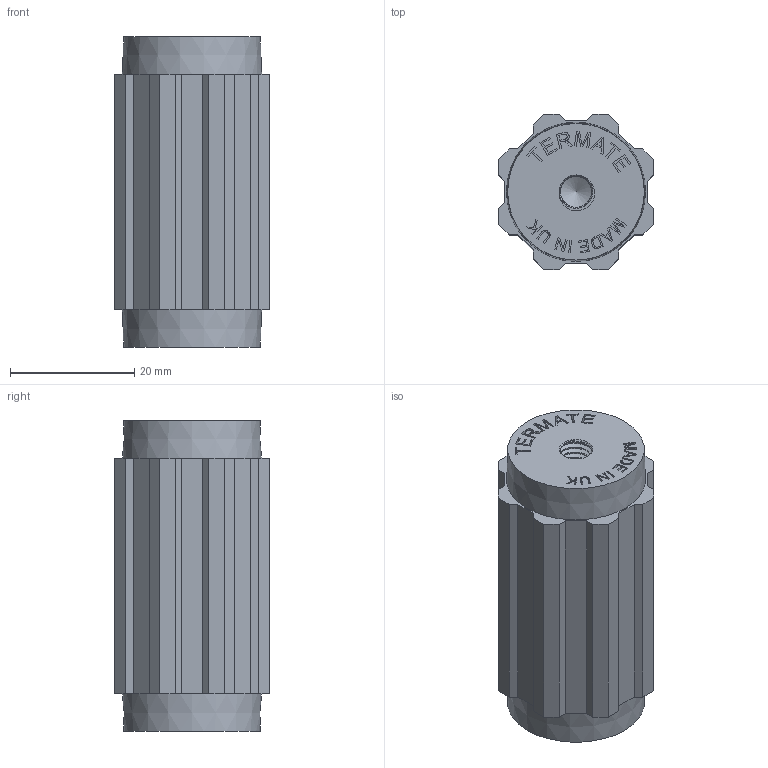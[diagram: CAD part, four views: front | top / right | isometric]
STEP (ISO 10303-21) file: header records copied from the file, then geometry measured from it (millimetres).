
FILE_DESCRIPTION(/* description */ (''),/* implementation_level */ '2;1');
FILE_NAME(/* name */ 'AM2-050-06.step',/* time_stamp */ '2019-12-09T14:12:29+00:00',/* author */ (''),/* organization */ (''),/* preprocessor_version */ 'ST-DEVELOPER v18',/* originating_system */ 'Autodesk Translation Framework v8.12.0.6',/* authorisation */ '');
FILE_SCHEMA (('AUTOMOTIVE_DESIGN { 1 0 10303 214 3 1 1 }'));
Length unit declared in the file: millimetre
Products named in the file (1): AM2-050-06
Bounding box: 25 x 25 x 50 mm (x, y, z)
Volume: 22361.9 mm3; surface area: 6189.4 mm2
Topology: 1 solids, 3 shells, 333 faces, 906 edges, 598 vertices
Faces by surface type: plane 218, bspline 55, cylinder 52, cone 8
Full cylindrical faces by diameter (mm): 5.035 x22, 6.147 x22, 8.8 x2
Entity records: 13448 total; most frequent: CARTESIAN_POINT 5539, ORIENTED_EDGE 1808, DIRECTION 1288, EDGE_CURVE 904, LINE 674, VECTOR 674, VERTEX_POINT 598, EDGE_LOOP 358
